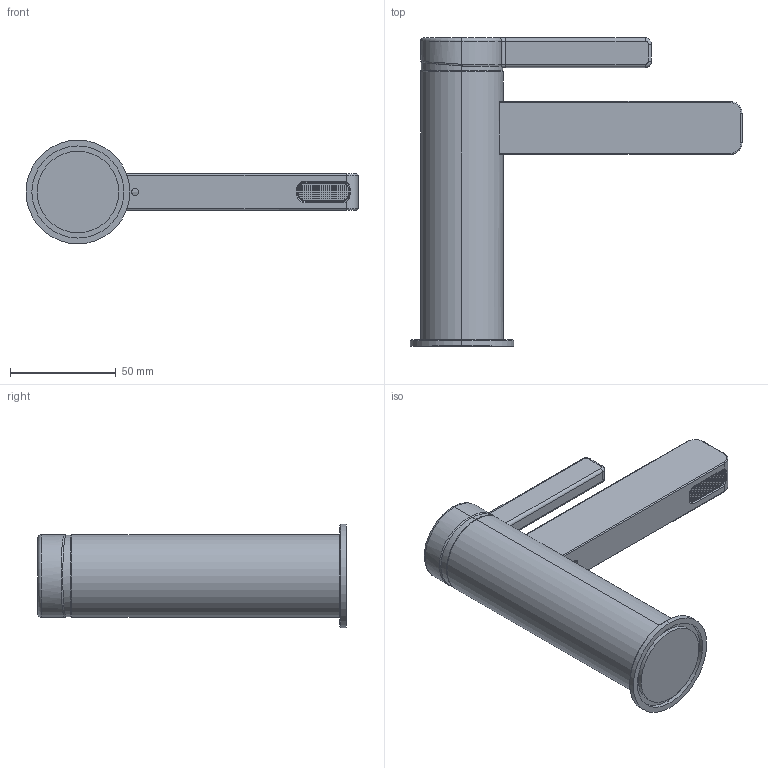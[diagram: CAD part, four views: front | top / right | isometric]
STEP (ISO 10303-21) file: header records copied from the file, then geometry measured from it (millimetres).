
FILE_DESCRIPTION (( 'STEP AP214' ), '1' );
FILE_NAME ('74510740.STEP', '2020-08-20T09:50:03', ( '' ), ( '' ), 'SwSTEP 2.0', 'SolidWorks 2016', '' );
FILE_SCHEMA (( 'AUTOMOTIVE_DESIGN' ));
Length unit declared in the file: millimetre
Products named in the file (1): 74510740
Bounding box: 156.75 x 145.5 x 49 mm (x, y, z)
Volume: 218393.3 mm3; surface area: 45049.1 mm2
Topology: 2 solids, 6 shells, 1223 faces, 3032 edges, 1983 vertices
Faces by surface type: plane 1045, cylinder 110, cone 32, torus 29, bspline 5, sphere 2
Entity records: 49702 total; most frequent: CARTESIAN_POINT 7246, ORIENTED_EDGE 6044, DIRECTION 5691, EDGE_CURVE 3022, VECTOR 2659, LINE 2659, VERTEX_POINT 1983, AXIS2_PLACEMENT_3D 1516
